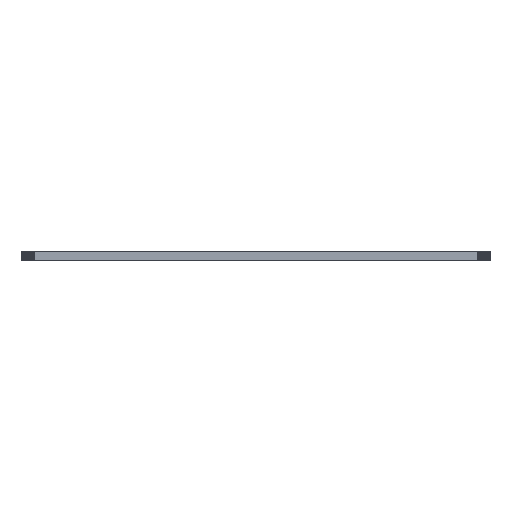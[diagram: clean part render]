
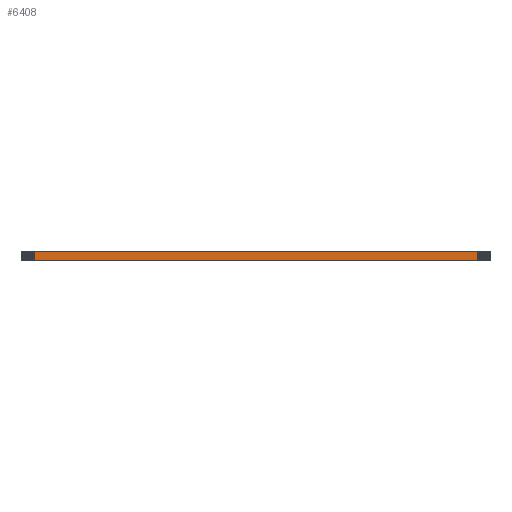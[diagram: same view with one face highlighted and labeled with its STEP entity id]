
A CAD part, left-side view. The second image highlights one B-rep face of the part: STEP entity #6408.
In plain terms, the highlighted planar face has unit normal (-1, 0, 0).
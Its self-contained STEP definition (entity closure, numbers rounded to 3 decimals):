
#6369=CARTESIAN_POINT('',(43.46,-212.602,1.56));
#6370=DIRECTION('',(-1.,0.,0.));
#6371=DIRECTION('',(0.,0.,1.));
#6372=AXIS2_PLACEMENT_3D('',#6369,#6370,#6371);
#6373=PLANE('',#6372);
#6374=CARTESIAN_POINT('',(43.46,-248.703,1.481));
#6375=VERTEX_POINT('',#6374);
#6376=CARTESIAN_POINT('',(43.46,-176.502,1.481));
#6377=VERTEX_POINT('',#6376);
#6378=CARTESIAN_POINT('',(43.46,-248.703,1.481));
#6379=DIRECTION('',(0.,1.,0.));
#6380=VECTOR('',#6379,72.201);
#6381=LINE('',#6378,#6380);
#6382=EDGE_CURVE('',#6375,#6377,#6381,.T.);
#6383=ORIENTED_EDGE('',*,*,#6382,.F.);
#6384=CARTESIAN_POINT('',(43.46,-248.703,2.981));
#6385=VERTEX_POINT('',#6384);
#6386=CARTESIAN_POINT('',(43.46,-248.703,2.981));
#6387=DIRECTION('',(0.,0.,-1.));
#6388=VECTOR('',#6387,1.5);
#6389=LINE('',#6386,#6388);
#6390=EDGE_CURVE('',#6385,#6375,#6389,.T.);
#6391=ORIENTED_EDGE('',*,*,#6390,.F.);
#6392=CARTESIAN_POINT('',(43.46,-176.502,2.981));
#6393=VERTEX_POINT('',#6392);
#6394=CARTESIAN_POINT('',(43.46,-248.703,2.981));
#6395=DIRECTION('',(0.,1.,0.));
#6396=VECTOR('',#6395,72.201);
#6397=LINE('',#6394,#6396);
#6398=EDGE_CURVE('',#6385,#6393,#6397,.T.);
#6399=ORIENTED_EDGE('',*,*,#6398,.T.);
#6400=CARTESIAN_POINT('',(43.46,-176.502,2.981));
#6401=DIRECTION('',(0.,0.,-1.));
#6402=VECTOR('',#6401,1.5);
#6403=LINE('',#6400,#6402);
#6404=EDGE_CURVE('',#6393,#6377,#6403,.T.);
#6405=ORIENTED_EDGE('',*,*,#6404,.T.);
#6406=EDGE_LOOP('',(#6383,#6391,#6399,#6405));
#6407=FACE_BOUND('',#6406,.T.);
#6408=ADVANCED_FACE('',(#6407),#6373,.T.);
